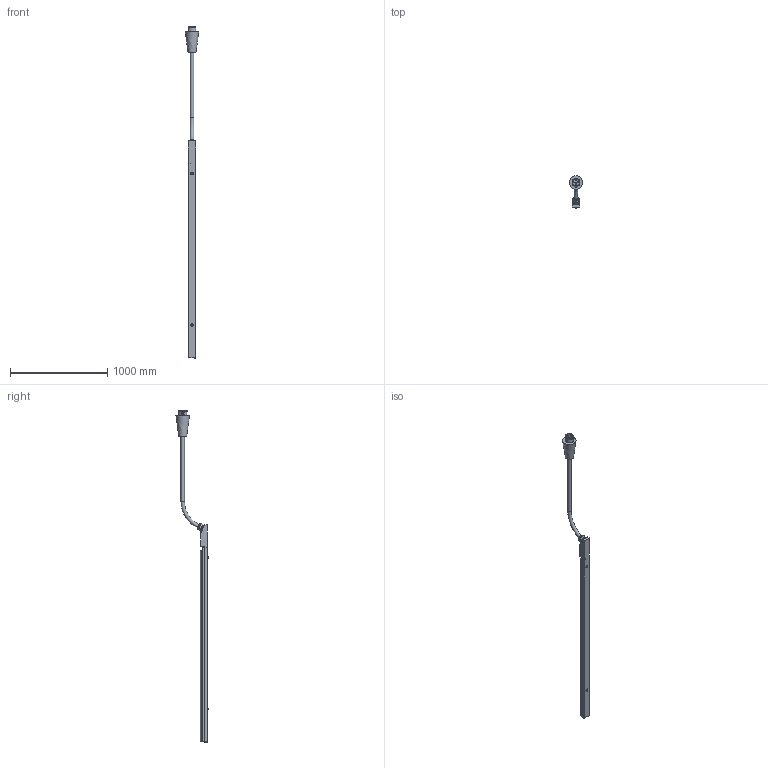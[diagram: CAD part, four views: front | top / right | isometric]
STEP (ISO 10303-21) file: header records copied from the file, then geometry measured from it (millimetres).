
FILE_DESCRIPTION (( 'STEP AP203' ), '1' );
FILE_NAME ('88 x 2.90 x 2.90 II.STEP', '2025-02-27T19:55:56', ( '' ), ( '' ), 'SwSTEP 2.0', 'SolidWorks 2023', '' );
FILE_SCHEMA (( 'CONFIG_CONTROL_DESIGN' ));
Length unit declared in the file: millimetre
Products named in the file (1): 88 x 2.90 x 2.90 II
Bounding box: 139.58 x 330.06 x 3412.87 mm (x, y, z)
Volume: 12266516.2 mm3; surface area: 1097970.4 mm2
Topology: 3 solids, 6 shells, 525 faces, 1330 edges, 859 vertices
Faces by surface type: plane 302, cylinder 131, cone 36, torus 30, bspline 22, sphere 4
Full cylindrical faces by diameter (mm): 3.75 x2, 6 x1, 7.5 x2, 10 x3, 11.836 x2, 12 x1, 14.275 x2, 25.4 x2, 36.449 x2, 44 x2, 61.5 x1, 64.5 x1, 80.7 x1
Entity records: 18031 total; most frequent: CARTESIAN_POINT 5801, ORIENTED_EDGE 2478, DIRECTION 2462, EDGE_CURVE 1239, AXIS2_PLACEMENT_3D 851, VERTEX_POINT 828, LINE 760, VECTOR 760
